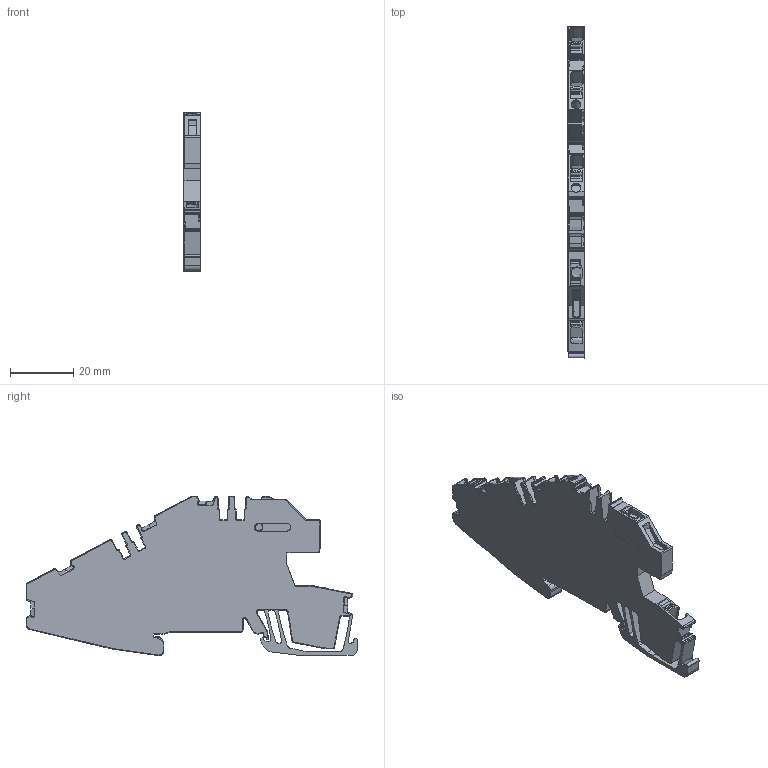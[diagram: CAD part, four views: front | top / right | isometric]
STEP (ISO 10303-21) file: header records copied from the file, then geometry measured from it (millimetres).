
FILE_DESCRIPTION(('CATIA V5 STEP Exchange','CAx-IF Rec.Pracs.--- Model Styling and Organization---1.4--- 2014-01-23'),'2;1');
FILE_NAME ('D1463600_3_2668950000_2668950000.stp','2023-06-13T09:39:35+00:00',('none'),('Weidmueller'),'CATIA Version 5-6 Release 2016 SP3 HF44','CATIA V5 STEP AP214','none');
FILE_SCHEMA(('AUTOMOTIVE_DESIGN { 1 0 10303 214 1 1 1 1 }'));
Length unit declared in the file: millimetre
Products named in the file (1): 2668950000
Bounding box: 5.15 x 104.58 x 50.21 mm (x, y, z)
Volume: 15521.6 mm3; surface area: 11045.1 mm2
Topology: 10 solids, 12 shells, 1240 faces, 3584 edges, 2375 vertices
Faces by surface type: plane 627, cylinder 528, extrusion 29, bspline 22, torus 21, cone 13
Entity records: 43003 total; most frequent: CARTESIAN_POINT 10229, ORIENTED_EDGE 7168, DIRECTION 5442, EDGE_CURVE 3584, VERTEX_POINT 2375, VECTOR 2333, LINE 2304, AXIS2_PLACEMENT_3D 2021
